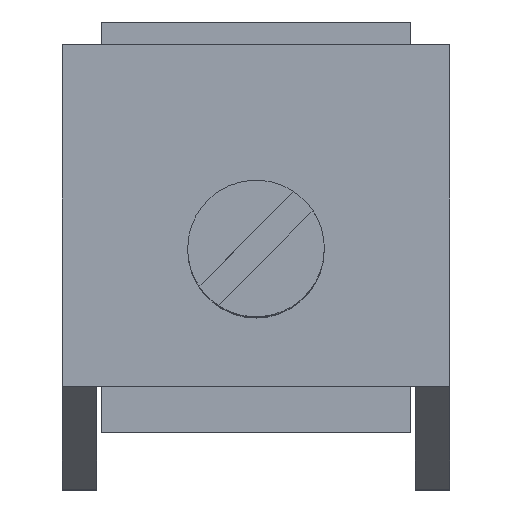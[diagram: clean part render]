
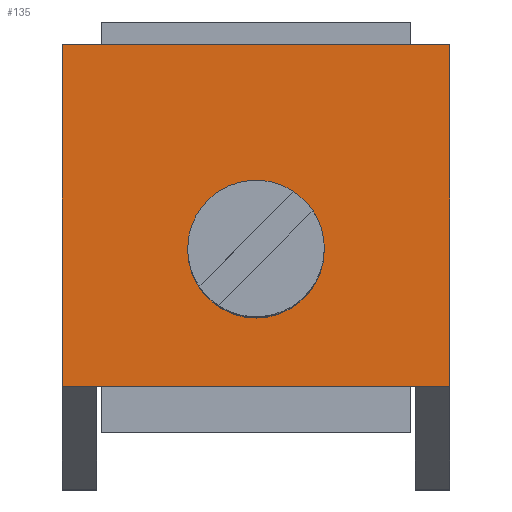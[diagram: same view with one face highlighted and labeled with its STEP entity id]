
A CAD part, top view. The second image highlights one B-rep face of the part: STEP entity #135.
In plain terms, the highlighted planar face has unit normal (0, 0, 1).
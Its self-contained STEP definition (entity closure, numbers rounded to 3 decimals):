
#135=ADVANCED_FACE('',(#282,#283),#284,.T.);
#282=FACE_OUTER_BOUND('',#439,.T.);
#283=FACE_BOUND('',#440,.T.);
#284=PLANE('',#441);
#439=EDGE_LOOP('',(#778,#779,#780,#781));
#440=EDGE_LOOP('',(#782,#783));
#441=AXIS2_PLACEMENT_3D('',#784,#785,#786);
#778=ORIENTED_EDGE('',*,*,#1007,.T.);
#779=ORIENTED_EDGE('',*,*,#1026,.T.);
#780=ORIENTED_EDGE('',*,*,#1069,.T.);
#781=ORIENTED_EDGE('',*,*,#1054,.F.);
#782=ORIENTED_EDGE('',*,*,#1070,.T.);
#783=ORIENTED_EDGE('',*,*,#1071,.T.);
#784=CARTESIAN_POINT('',(8.5,4.498,29.3));
#785=DIRECTION('',(0.,0.,1.0));
#786=DIRECTION('',(0.0,-1.0,0.));
#1007=EDGE_CURVE('',#1230,#1228,#1231,.T.);
#1026=EDGE_CURVE('',#1228,#1258,#1260,.T.);
#1054=EDGE_CURVE('',#1230,#1297,#1298,.T.);
#1069=EDGE_CURVE('',#1258,#1297,#1316,.T.);
#1070=EDGE_CURVE('',#1317,#1318,#1319,.T.);
#1071=EDGE_CURVE('',#1318,#1317,#1320,.T.);
#1228=VERTEX_POINT('',#1531);
#1230=VERTEX_POINT('',#1534);
#1231=LINE('',#1535,#1536);
#1258=VERTEX_POINT('',#1573);
#1260=LINE('',#1576,#1577);
#1297=VERTEX_POINT('',#1633);
#1298=LINE('',#1634,#1635);
#1316=LINE('',#1661,#1662);
#1317=VERTEX_POINT('',#1663);
#1318=VERTEX_POINT('',#1664);
#1319=CIRCLE('',#1665,3.0);
#1320=CIRCLE('',#1666,3.0);
#1531=CARTESIAN_POINT('',(17.,4.498,29.3));
#1534=CARTESIAN_POINT('',(0.,4.498,29.3));
#1535=CARTESIAN_POINT('',(8.5,4.498,29.3));
#1536=VECTOR('',#1793,1.0);
#1573=CARTESIAN_POINT('',(17.,19.498,29.3));
#1576=CARTESIAN_POINT('',(17.,-61.523,29.3));
#1577=VECTOR('',#1814,1.0);
#1633=CARTESIAN_POINT('',(0.,19.498,29.3));
#1634=CARTESIAN_POINT('',(0.,-61.523,29.3));
#1635=VECTOR('',#1837,1.0);
#1661=CARTESIAN_POINT('',(8.5,19.498,29.3));
#1662=VECTOR('',#1846,1.0);
#1663=CARTESIAN_POINT('',(8.5,13.498,29.3));
#1664=CARTESIAN_POINT('',(8.5,7.498,29.3));
#1665=AXIS2_PLACEMENT_3D('',#1847,#1848,#1849);
#1666=AXIS2_PLACEMENT_3D('',#1850,#1851,#1852);
#1793=DIRECTION('',(1.0,0.,0.));
#1814=DIRECTION('',(0.0,1.0,0.));
#1837=DIRECTION('',(0.0,1.0,0.));
#1846=DIRECTION('',(-1.0,0.,0.));
#1847=CARTESIAN_POINT('',(8.5,10.498,29.3));
#1848=DIRECTION('',(0.,0.,-1.0));
#1849=DIRECTION('',(0.0,-1.0,0.));
#1850=CARTESIAN_POINT('',(8.5,10.498,29.3));
#1851=DIRECTION('',(0.,0.,-1.0));
#1852=DIRECTION('',(0.0,-1.0,0.));
